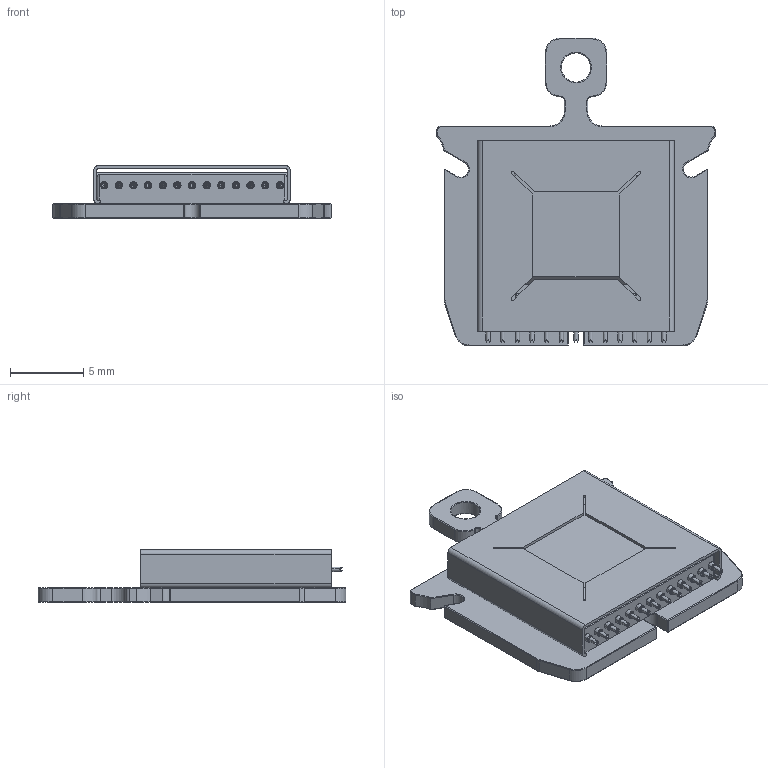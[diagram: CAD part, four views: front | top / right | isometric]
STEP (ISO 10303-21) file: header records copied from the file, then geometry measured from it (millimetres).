
FILE_DESCRIPTION(('Confidential','CAx-IF Rec.Pracs.--- Model Styling and Organization---1.2---2011-12-15'),'2;1');
FILE_NAME('SHOMEC13.stp','2024-01-17T14:58:59+00:00',('none'),('Ferrovac AG'),'CATIA Version 5 Release 21 SP 6 (IN-10)','CATIA V5 STEP AP214','PROPERTY OF FERROVAC AG');
FILE_SCHEMA(('AUTOMOTIVE_DESIGN { 1 0 10303 214 1 1 1 1 }'));
Length unit declared in the file: millimetre
Products named in the file (1): SHOMEC13
Bounding box: 19 x 21 x 3.6 mm (x, y, z)
Volume: 622.9 mm3; surface area: 1334.2 mm2
Topology: 2 solids, 11 shells, 857 faces, 2093 edges, 1232 vertices
Faces by surface type: plane 289, cylinder 285, torus 150, cone 117, sphere 16
Entity records: 23285 total; most frequent: CARTESIAN_POINT 5171, ORIENTED_EDGE 4000, DIRECTION 3035, EDGE_CURVE 2000, AXIS2_PLACEMENT_3D 1512, VERTEX_POINT 1219, EDGE_LOOP 905, VECTOR 852
